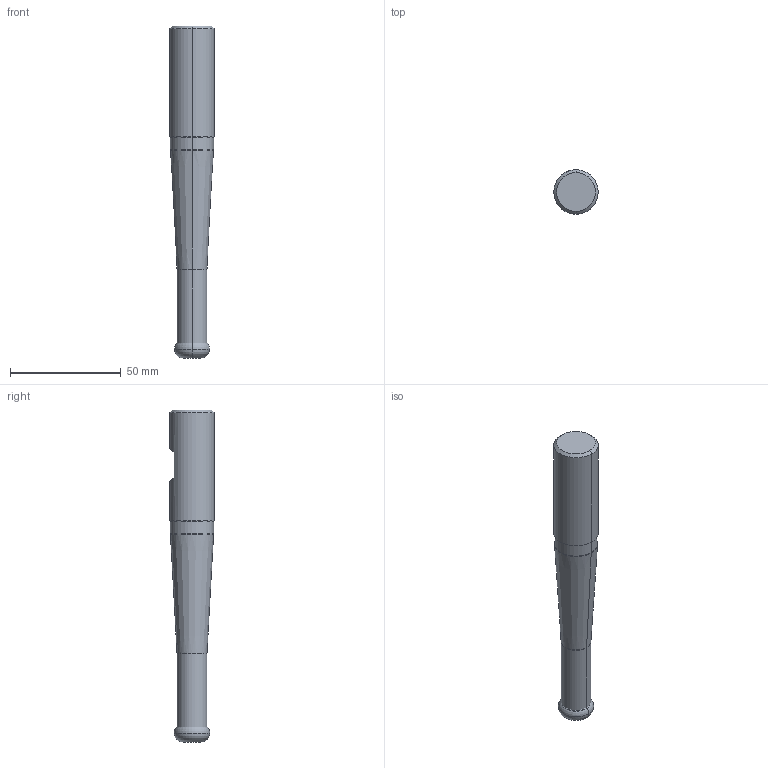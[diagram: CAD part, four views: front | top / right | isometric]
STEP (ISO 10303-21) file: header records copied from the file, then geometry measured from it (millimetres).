
FILE_DESCRIPTION((''),'2;1');
FILE_NAME('15B1E016100W4R00','2020-04-01T',('Sander'),(''),'CREO PARAMETRIC BY PTC INC, 2017020','CREO PARAMETRIC BY PTC INC, 2017020','');
FILE_SCHEMA(('AUTOMOTIVE_DESIGN { 1 0 10303 214 1 1 1 1 }'));
Length unit declared in the file: millimetre
Products named in the file (3): 15B1E016100W4R00; CUT
Assembly tree (2 placements, depth 2):
  15B1E016100W4R00
    15B1E016100W4R00
    CUT
Bounding box: 20 x 20 x 150 mm (x, y, z)
Volume: 35893.2 mm3; surface area: 9036.3 mm2
Topology: 2 solids, 2 shells, 30 faces, 65 edges, 42 vertices
Faces by surface type: torus 8, plane 6, cylinder 6, cone 4, revolution 4, bspline 2
Entity records: 1888 total; most frequent: CARTESIAN_POINT 575, DIRECTION 189, ORIENTED_EDGE 122, AXIS2_PLACEMENT_3D 84, PROPERTY_DEFINITION 78, REPRESENTATION 76, PROPERTY_DEFINITION_REPRESENTATION 76, EDGE_CURVE 61
